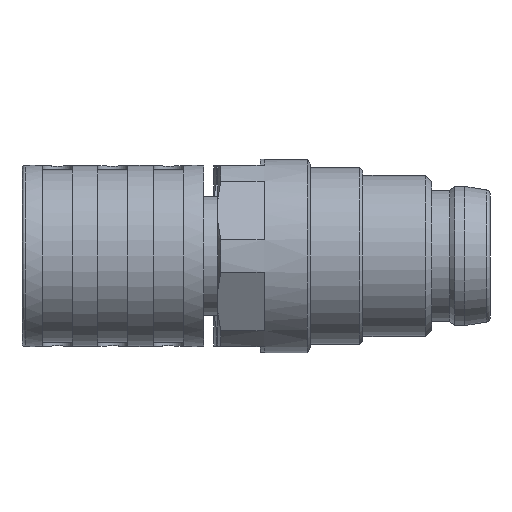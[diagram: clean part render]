
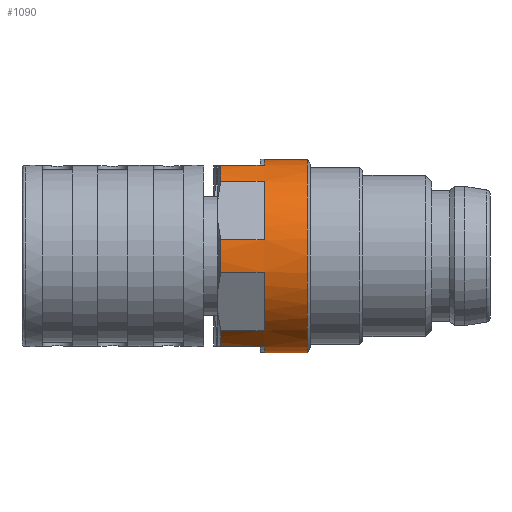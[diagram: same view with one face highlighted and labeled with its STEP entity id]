
A CAD part, front view. The second image highlights one B-rep face of the part: STEP entity #1090.
In plain terms, the highlighted cylindrical face has radius 4.8 mm (diameter 9.6 mm), a full revolution.
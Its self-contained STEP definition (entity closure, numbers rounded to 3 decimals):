
#600=LINE('',#6172,#846);
#601=LINE('',#6177,#847);
#602=LINE('',#6181,#848);
#603=LINE('',#6185,#849);
#604=LINE('',#6189,#850);
#605=LINE('',#6193,#851);
#606=LINE('',#6197,#852);
#607=LINE('',#6201,#853);
#608=LINE('',#6205,#854);
#609=LINE('',#6209,#855);
#610=LINE('',#6213,#856);
#611=LINE('',#6217,#857);
#846=VECTOR('',#4885,1.);
#847=VECTOR('',#4888,1.);
#848=VECTOR('',#4891,1.);
#849=VECTOR('',#4894,1.);
#850=VECTOR('',#4897,1.);
#851=VECTOR('',#4900,1.);
#852=VECTOR('',#4903,1.);
#853=VECTOR('',#4906,1.);
#854=VECTOR('',#4909,1.);
#855=VECTOR('',#4912,1.);
#856=VECTOR('',#4915,1.);
#857=VECTOR('',#4918,1.);
#1090=ADVANCED_FACE('',(#1458,#1459),#1353,.T.);
#1353=CYLINDRICAL_SURFACE('',#4353,4.8);
#1458=FACE_BOUND('',#1602,.T.);
#1459=FACE_BOUND('',#1603,.T.);
#1602=EDGE_LOOP('',(#1955));
#1603=EDGE_LOOP('',(#1956,#1957,#1958,#1959,#1960,#1961,#1962,#1963,#1964,
#1965,#1966,#1967,#1968,#1969,#1970,#1971,#1972,#1973,#1974,#1975,#1976,
#1977,#1978,#1979));
#1955=ORIENTED_EDGE('',*,*,#3537,.T.);
#1956=ORIENTED_EDGE('',*,*,#3538,.F.);
#1957=ORIENTED_EDGE('',*,*,#3539,.T.);
#1958=ORIENTED_EDGE('',*,*,#3540,.F.);
#1959=ORIENTED_EDGE('',*,*,#3541,.T.);
#1960=ORIENTED_EDGE('',*,*,#3542,.F.);
#1961=ORIENTED_EDGE('',*,*,#3543,.T.);
#1962=ORIENTED_EDGE('',*,*,#3544,.F.);
#1963=ORIENTED_EDGE('',*,*,#3545,.T.);
#1964=ORIENTED_EDGE('',*,*,#3546,.F.);
#1965=ORIENTED_EDGE('',*,*,#3547,.T.);
#1966=ORIENTED_EDGE('',*,*,#3548,.F.);
#1967=ORIENTED_EDGE('',*,*,#3549,.T.);
#1968=ORIENTED_EDGE('',*,*,#3550,.F.);
#1969=ORIENTED_EDGE('',*,*,#3551,.T.);
#1970=ORIENTED_EDGE('',*,*,#3552,.F.);
#1971=ORIENTED_EDGE('',*,*,#3553,.T.);
#1972=ORIENTED_EDGE('',*,*,#3554,.F.);
#1973=ORIENTED_EDGE('',*,*,#3555,.T.);
#1974=ORIENTED_EDGE('',*,*,#3556,.F.);
#1975=ORIENTED_EDGE('',*,*,#3557,.T.);
#1976=ORIENTED_EDGE('',*,*,#3558,.F.);
#1977=ORIENTED_EDGE('',*,*,#3559,.T.);
#1978=ORIENTED_EDGE('',*,*,#3560,.F.);
#1979=ORIENTED_EDGE('',*,*,#3561,.T.);
#3132=VERTEX_POINT('',#6171);
#3133=VERTEX_POINT('',#6173);
#3134=VERTEX_POINT('',#6174);
#3135=VERTEX_POINT('',#6176);
#3136=VERTEX_POINT('',#6178);
#3137=VERTEX_POINT('',#6180);
#3138=VERTEX_POINT('',#6182);
#3139=VERTEX_POINT('',#6184);
#3140=VERTEX_POINT('',#6186);
#3141=VERTEX_POINT('',#6188);
#3142=VERTEX_POINT('',#6190);
#3143=VERTEX_POINT('',#6192);
#3144=VERTEX_POINT('',#6194);
#3145=VERTEX_POINT('',#6196);
#3146=VERTEX_POINT('',#6198);
#3147=VERTEX_POINT('',#6200);
#3148=VERTEX_POINT('',#6202);
#3149=VERTEX_POINT('',#6204);
#3150=VERTEX_POINT('',#6206);
#3151=VERTEX_POINT('',#6208);
#3152=VERTEX_POINT('',#6210);
#3153=VERTEX_POINT('',#6212);
#3154=VERTEX_POINT('',#6214);
#3155=VERTEX_POINT('',#6216);
#3156=VERTEX_POINT('',#6218);
#3537=EDGE_CURVE('',#3132,#3132,#4120,.T.);
#3538=EDGE_CURVE('',#3133,#3134,#600,.T.);
#3539=EDGE_CURVE('',#3133,#3135,#4121,.T.);
#3540=EDGE_CURVE('',#3136,#3135,#601,.T.);
#3541=EDGE_CURVE('',#3136,#3137,#4122,.T.);
#3542=EDGE_CURVE('',#3138,#3137,#602,.T.);
#3543=EDGE_CURVE('',#3138,#3139,#4123,.T.);
#3544=EDGE_CURVE('',#3140,#3139,#603,.T.);
#3545=EDGE_CURVE('',#3140,#3141,#4124,.T.);
#3546=EDGE_CURVE('',#3142,#3141,#604,.T.);
#3547=EDGE_CURVE('',#3142,#3143,#4125,.T.);
#3548=EDGE_CURVE('',#3144,#3143,#605,.T.);
#3549=EDGE_CURVE('',#3144,#3145,#4126,.T.);
#3550=EDGE_CURVE('',#3146,#3145,#606,.T.);
#3551=EDGE_CURVE('',#3146,#3147,#4127,.T.);
#3552=EDGE_CURVE('',#3148,#3147,#607,.T.);
#3553=EDGE_CURVE('',#3148,#3149,#4128,.T.);
#3554=EDGE_CURVE('',#3150,#3149,#608,.T.);
#3555=EDGE_CURVE('',#3150,#3151,#4129,.T.);
#3556=EDGE_CURVE('',#3152,#3151,#609,.T.);
#3557=EDGE_CURVE('',#3152,#3153,#4130,.T.);
#3558=EDGE_CURVE('',#3154,#3153,#610,.T.);
#3559=EDGE_CURVE('',#3154,#3155,#4131,.T.);
#3560=EDGE_CURVE('',#3156,#3155,#611,.T.);
#3561=EDGE_CURVE('',#3156,#3134,#4132,.T.);
#4120=CIRCLE('',#4340,4.8);
#4121=CIRCLE('',#4341,4.8);
#4122=CIRCLE('',#4342,4.8);
#4123=CIRCLE('',#4343,4.8);
#4124=CIRCLE('',#4344,4.8);
#4125=CIRCLE('',#4345,4.8);
#4126=CIRCLE('',#4346,4.8);
#4127=CIRCLE('',#4347,4.8);
#4128=CIRCLE('',#4348,4.8);
#4129=CIRCLE('',#4349,4.8);
#4130=CIRCLE('',#4350,4.8);
#4131=CIRCLE('',#4351,4.8);
#4132=CIRCLE('',#4352,4.8);
#4340=AXIS2_PLACEMENT_3D('',#6170,#4883,#4884);
#4341=AXIS2_PLACEMENT_3D('',#6175,#4886,#4887);
#4342=AXIS2_PLACEMENT_3D('',#6179,#4889,#4890);
#4343=AXIS2_PLACEMENT_3D('',#6183,#4892,#4893);
#4344=AXIS2_PLACEMENT_3D('',#6187,#4895,#4896);
#4345=AXIS2_PLACEMENT_3D('',#6191,#4898,#4899);
#4346=AXIS2_PLACEMENT_3D('',#6195,#4901,#4902);
#4347=AXIS2_PLACEMENT_3D('',#6199,#4904,#4905);
#4348=AXIS2_PLACEMENT_3D('',#6203,#4907,#4908);
#4349=AXIS2_PLACEMENT_3D('',#6207,#4910,#4911);
#4350=AXIS2_PLACEMENT_3D('',#6211,#4913,#4914);
#4351=AXIS2_PLACEMENT_3D('',#6215,#4916,#4917);
#4352=AXIS2_PLACEMENT_3D('',#6219,#4919,#4920);
#4353=AXIS2_PLACEMENT_3D('',#6220,#4921,#4922);
#4883=DIRECTION('',(-1.,0.,0.));
#4884=DIRECTION('',(0.,0.,1.));
#4885=DIRECTION('',(1.,0.,0.));
#4886=DIRECTION('',(1.,0.,0.));
#4887=DIRECTION('',(0.,0.,1.));
#4888=DIRECTION('',(-1.,0.,0.));
#4889=DIRECTION('',(1.,0.,0.));
#4890=DIRECTION('',(0.,0.,1.));
#4891=DIRECTION('',(1.,0.,0.));
#4892=DIRECTION('',(1.,0.,0.));
#4893=DIRECTION('',(0.,0.,1.));
#4894=DIRECTION('',(-1.,0.,0.));
#4895=DIRECTION('',(1.,0.,0.));
#4896=DIRECTION('',(0.,0.,1.));
#4897=DIRECTION('',(1.,0.,0.));
#4898=DIRECTION('',(1.,0.,0.));
#4899=DIRECTION('',(0.,0.,1.));
#4900=DIRECTION('',(-1.,0.,0.));
#4901=DIRECTION('',(1.,0.,0.));
#4902=DIRECTION('',(0.,0.,1.));
#4903=DIRECTION('',(1.,0.,0.));
#4904=DIRECTION('',(1.,0.,0.));
#4905=DIRECTION('',(0.,0.,1.));
#4906=DIRECTION('',(-1.,0.,0.));
#4907=DIRECTION('',(1.,0.,0.));
#4908=DIRECTION('',(0.,0.,1.));
#4909=DIRECTION('',(1.,0.,0.));
#4910=DIRECTION('',(1.,0.,0.));
#4911=DIRECTION('',(0.,0.,1.));
#4912=DIRECTION('',(-1.,0.,0.));
#4913=DIRECTION('',(1.,0.,0.));
#4914=DIRECTION('',(0.,0.,1.));
#4915=DIRECTION('',(1.,0.,0.));
#4916=DIRECTION('',(1.,0.,0.));
#4917=DIRECTION('',(0.,0.,1.));
#4918=DIRECTION('',(-1.,0.,0.));
#4919=DIRECTION('',(1.,0.,0.));
#4920=DIRECTION('',(0.,0.,1.));
#4921=DIRECTION('',(1.,0.,0.));
#4922=DIRECTION('',(0.,0.,1.));
#6170=CARTESIAN_POINT('',(100.55,6.5,7.1));
#6171=CARTESIAN_POINT('',(100.55,6.5,11.9));
#6172=CARTESIAN_POINT('',(128.1,3.438,3.403));
#6173=CARTESIAN_POINT('',(96.25,3.438,3.403));
#6174=CARTESIAN_POINT('',(98.4,3.438,3.403));
#6175=CARTESIAN_POINT('',(96.25,6.5,7.1));
#6176=CARTESIAN_POINT('',(96.25,4.83,2.6));
#6177=CARTESIAN_POINT('',(128.1,4.83,2.6));
#6178=CARTESIAN_POINT('',(98.4,4.83,2.6));
#6179=CARTESIAN_POINT('',(98.4,6.5,7.1));
#6180=CARTESIAN_POINT('',(98.4,8.17,2.6));
#6181=CARTESIAN_POINT('',(128.1,8.17,2.6));
#6182=CARTESIAN_POINT('',(96.25,8.17,2.6));
#6183=CARTESIAN_POINT('',(96.25,6.5,7.1));
#6184=CARTESIAN_POINT('',(96.25,9.562,3.403));
#6185=CARTESIAN_POINT('',(128.1,9.562,3.403));
#6186=CARTESIAN_POINT('',(98.4,9.562,3.403));
#6187=CARTESIAN_POINT('',(98.4,6.5,7.1));
#6188=CARTESIAN_POINT('',(98.4,11.232,6.297));
#6189=CARTESIAN_POINT('',(128.1,11.232,6.297));
#6190=CARTESIAN_POINT('',(96.25,11.232,6.297));
#6191=CARTESIAN_POINT('',(96.25,6.5,7.1));
#6192=CARTESIAN_POINT('',(96.25,11.232,7.903));
#6193=CARTESIAN_POINT('',(128.1,11.232,7.903));
#6194=CARTESIAN_POINT('',(98.4,11.232,7.903));
#6195=CARTESIAN_POINT('',(98.4,6.5,7.1));
#6196=CARTESIAN_POINT('',(98.4,9.562,10.797));
#6197=CARTESIAN_POINT('',(128.1,9.562,10.797));
#6198=CARTESIAN_POINT('',(96.25,9.562,10.797));
#6199=CARTESIAN_POINT('',(96.25,6.5,7.1));
#6200=CARTESIAN_POINT('',(96.25,8.17,11.6));
#6201=CARTESIAN_POINT('',(128.1,8.17,11.6));
#6202=CARTESIAN_POINT('',(98.4,8.17,11.6));
#6203=CARTESIAN_POINT('',(98.4,6.5,7.1));
#6204=CARTESIAN_POINT('',(98.4,4.83,11.6));
#6205=CARTESIAN_POINT('',(128.1,4.83,11.6));
#6206=CARTESIAN_POINT('',(96.25,4.83,11.6));
#6207=CARTESIAN_POINT('',(96.25,6.5,7.1));
#6208=CARTESIAN_POINT('',(96.25,3.438,10.797));
#6209=CARTESIAN_POINT('',(128.1,3.438,10.797));
#6210=CARTESIAN_POINT('',(98.4,3.438,10.797));
#6211=CARTESIAN_POINT('',(98.4,6.5,7.1));
#6212=CARTESIAN_POINT('',(98.4,1.768,7.903));
#6213=CARTESIAN_POINT('',(128.1,1.768,7.903));
#6214=CARTESIAN_POINT('',(96.25,1.768,7.903));
#6215=CARTESIAN_POINT('',(96.25,6.5,7.1));
#6216=CARTESIAN_POINT('',(96.25,1.768,6.297));
#6217=CARTESIAN_POINT('',(128.1,1.768,6.297));
#6218=CARTESIAN_POINT('',(98.4,1.768,6.297));
#6219=CARTESIAN_POINT('',(98.4,6.5,7.1));
#6220=CARTESIAN_POINT('',(128.1,6.5,7.1));
